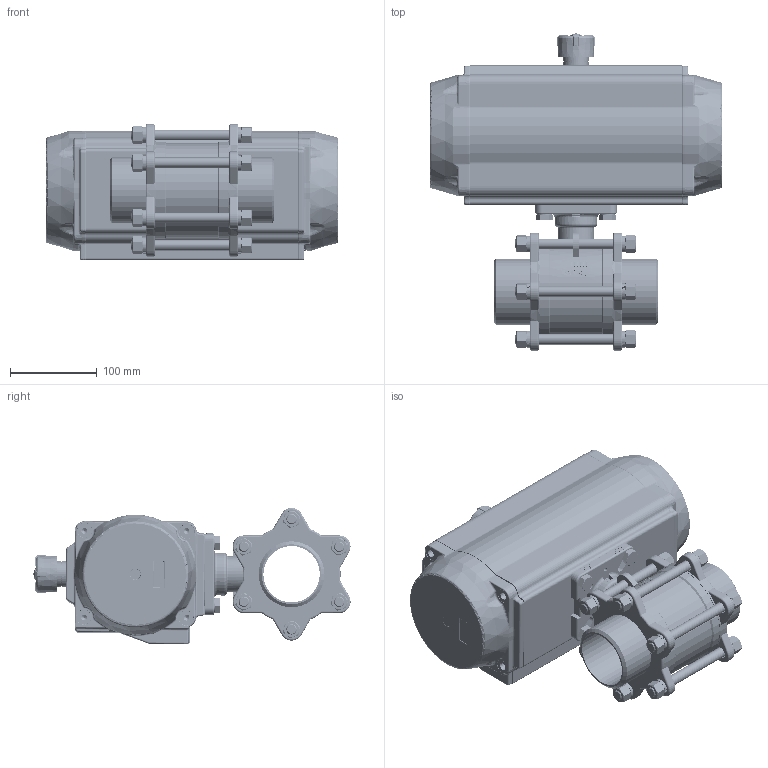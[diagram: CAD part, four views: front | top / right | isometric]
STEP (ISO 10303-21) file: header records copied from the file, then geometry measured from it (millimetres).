
FILE_DESCRIPTION(/* description */ ('Unknown'),/* implementation_level */ '2;1');
FILE_NAME(/* name */ 'PE079337-10',/* time_stamp */ '2025-03-28T11:45:20+01:00',/* author */ ('Unknown'),/* organization */ ('Unknown'),/* preprocessor_version */ 'ST-DEVELOPER v19.4',/* originating_system */ 'Solid Edge',/* authorisation */ 'Unknown');
FILE_SCHEMA (('AUTOMOTIVE_DESIGN {1 0 10303 214 3 1 1}'));
Length unit declared in the file: millimetre
Products named in the file (22): PE079337-10; 9337-10_oa_0; 蹟譫B_GB_FASTENER_NUT_SNC1 M12-N; 邧芛蹟翐; 概裔; 弹簧垫圈B_GB_FASTENER_WASHER_SW 12; 碟型垫圈; 概极; 揤杶; 概裝蹟譫; 概裝; PD08_PE07; VTE125埴詰; vt125-2016-06-25; vt125-2016-06-25   酘傷裔_MIR; VT125-03-01   活塞; VT125-3 粣; Optische Anzeige; ______; ________(___________; cup head nib bolts with large head gb_GB_FASTENER_BOLT_CHNBW M6X25-N; DIN 933 M10x25 A2-70 BLK_EDST
Assembly tree (57 placements, depth 4):
  PE079337-10
    9337-10_oa_0
      蹟譫B_GB_FASTENER_NUT_SNC1 M12-N  x12
      邧芛蹟翐  x6
      概裔  x2
      弹簧垫圈B_GB_FASTENER_WASHER_SW 12  x12
      碟型垫圈  x2
      概极
      揤杶
      概裝蹟譫
      概裝
    PD08_PE07
      VTE125埴詰
      vt125-2016-06-25
      vt125-2016-06-25   酘傷裔_MIR
      VT125-03-01   活塞  x2
      VT125-3 粣
      Optische Anzeige
        ______
        ________(___________  x4
        cup head nib bolts with large head gb_GB_FASTENER_BOLT_CHNBW M6X25-N
    DIN 933 M10x25 A2-70 BLK_EDST  x4
Bounding box: 337 x 365.5 x 157.03 mm (x, y, z)
Volume: 4072935.3 mm3; surface area: 927576.6 mm2
Topology: 54 solids, 54 shells, 4170 faces, 10303 edges, 6324 vertices
Faces by surface type: plane 1202, cylinder 1198, bspline 785, torus 586, cone 346, sphere 53
Full cylindrical faces by diameter (mm): 3 x16, 3.3 x8, 4.134 x8, 4.66 x1, 4.917 x1, 6 x1, 6.2 x1, 6.647 x12, 7 x1, 8.376 x4, 10 x4, 10.106 x2, 11.445 x2, 13 x2, 17 x12, 17.5 x2, 25 x1, 26 x2, 26.4 x1, 28.2 x1, 30 x5, 38.5 x1, 40 x2, 41 x1, 47.4 x1, 49 x1, 53 x4, 65 x2, 76 x2, 112 x2
Entity records: 152592 total; most frequent: CARTESIAN_POINT 88228, ORIENTED_EDGE 14074, DIRECTION 11606, EDGE_CURVE 7037, AXIS2_PLACEMENT_3D 4562, VERTEX_POINT 4500, FACE_BOUND 3415, EDGE_LOOP 3393
